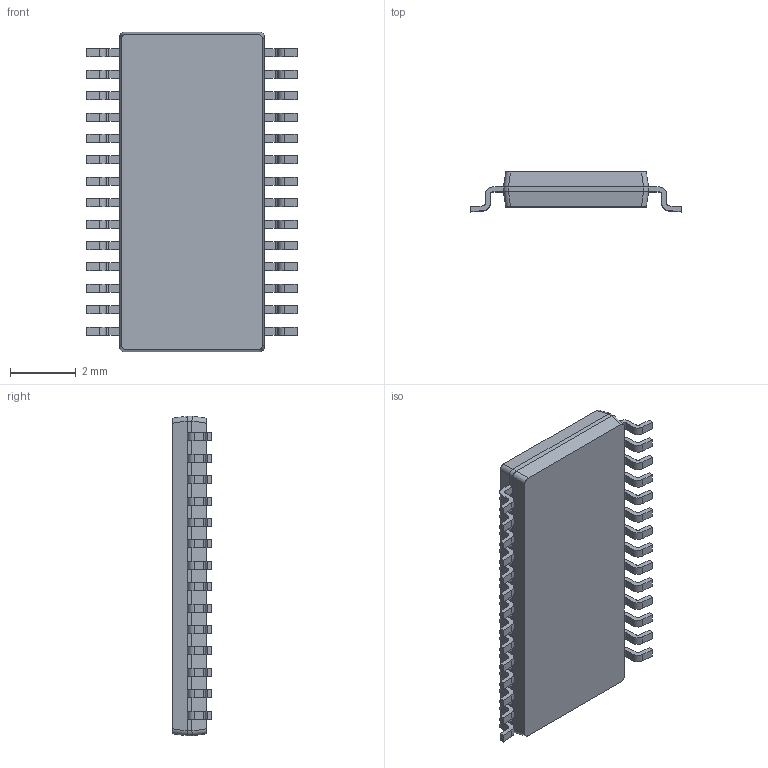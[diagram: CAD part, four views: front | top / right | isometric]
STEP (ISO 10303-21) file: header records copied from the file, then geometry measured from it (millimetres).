
FILE_DESCRIPTION (( 'STEP AP214' ), '1' );
FILE_NAME ('ADG1606BRUZ.STEP', '2023-03-17T22:53:52', ( '' ), ( '' ), 'SwSTEP 2.0', 'SolidWorks 2021', '' );
FILE_SCHEMA (( 'AUTOMOTIVE_DESIGN' ));
Length unit declared in the file: millimetre
Products named in the file (1): ADG1606BRUZ
Bounding box: 6.4 x 1.2 x 9.7 mm (x, y, z)
Volume: 45.4 mm3; surface area: 145 mm2
Topology: 30 solids, 30 shells, 425 faces, 1092 edges, 728 vertices
Faces by surface type: plane 297, cylinder 128
Entity records: 13153 total; most frequent: CARTESIAN_POINT 2342, ORIENTED_EDGE 2184, DIRECTION 2144, EDGE_CURVE 1092, LINE 828, VECTOR 828, VERTEX_POINT 728, AXIS2_PLACEMENT_3D 658
